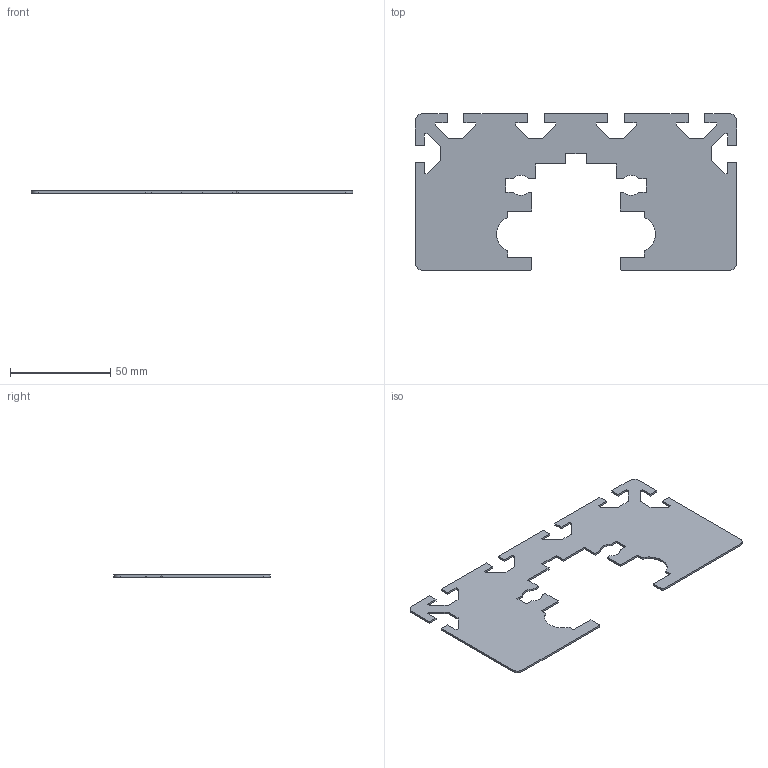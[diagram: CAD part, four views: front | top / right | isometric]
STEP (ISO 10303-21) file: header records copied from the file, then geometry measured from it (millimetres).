
FILE_DESCRIPTION((''),'2;1');
FILE_NAME('SP910_extern.ipt.step','2007-09-10T15:12:22',(''),(''),'Autodesk Inventor 11','Autodesk Inventor 11','');
FILE_SCHEMA(('AUTOMOTIVE_DESIGN { 1 0 10303 214 1 1 1 1 }'));
Length unit declared in the file: millimetre
Products named in the file (1): SP910_extern
Bounding box: 160 x 78 x 1 mm (x, y, z)
Volume: 8307.8 mm3; surface area: 17558.3 mm2
Topology: 1 solids, 1 shells, 108 faces, 318 edges, 212 vertices
Faces by surface type: plane 82, bspline 17, cylinder 9
Entity records: 3608 total; most frequent: CARTESIAN_POINT 732, ORIENTED_EDGE 636, DIRECTION 526, EDGE_CURVE 318, VECTOR 294, LINE 294, VERTEX_POINT 212, AXIS2_PLACEMENT_3D 116
